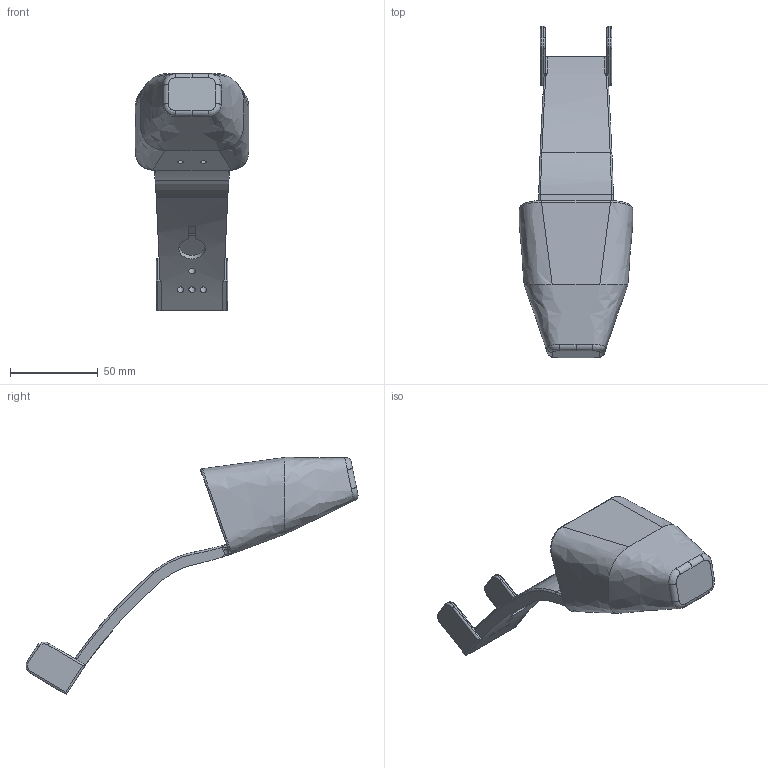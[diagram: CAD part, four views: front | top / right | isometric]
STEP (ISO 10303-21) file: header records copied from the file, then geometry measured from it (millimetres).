
FILE_DESCRIPTION(/* description */ ('STEP AP242 Edition 2','CAx-IF Rec.Pracs.---Representation and Presentation of Product Manufacturing Information (PMI)---4.0---2014-10-13','CAx-IF Rec.Pracs.---3D Tessellated Geometry---0.4---2014-09-14','2;1','CAx-IF Rec.Pracs.---User Defined Attributes---1.5---2016-08-15'),/* implementation_level */ '2;1');
FILE_NAME(/* name */ '696f7d913ce687ed23287d3e',/* time_stamp */ '2026-01-20T13:05:22Z',/* author */ (''),/* organization */ (''),/* preprocessor_version */ 'ST-DEVELOPER v20',/* originating_system */ 'ONSHAPE BY PTC INC, 1.209',/* authorisation */ ' ');
FILE_SCHEMA (('AP242_MANAGED_MODEL_BASED_3D_ENGINEERING_MIM_LF { 1 0 10303 442 3 1 4 }'));
Length unit declared in the file: metre
Products named in the file (1): Holster
Bounding box: 64.47 x 189.08 x 135.02 mm (x, y, z)
Volume: 84740.6 mm3; surface area: 41704 mm2
Topology: 1 solids, 1 shells, 131 faces, 353 edges, 231 vertices
Faces by surface type: cylinder 44, bspline 44, plane 33, torus 10
Full cylindrical faces by diameter (mm): 3.8 x6
Entity records: 6718 total; most frequent: CARTESIAN_POINT 3803, ORIENTED_EDGE 680, DIRECTION 492, EDGE_CURVE 340, VERTEX_POINT 226, AXIS2_PLACEMENT_3D 197, EDGE_LOOP 146, FACE_BOUND 146
